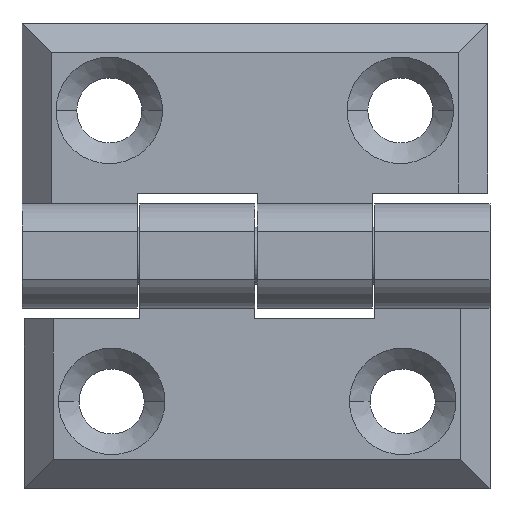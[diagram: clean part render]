
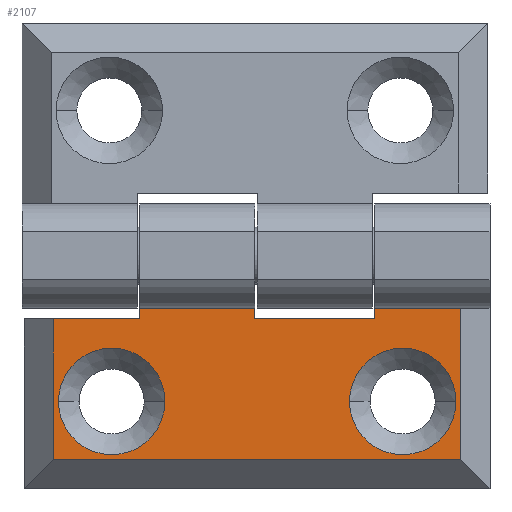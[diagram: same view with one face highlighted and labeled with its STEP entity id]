
A CAD part, top view. The second image highlights one B-rep face of the part: STEP entity #2107.
In plain terms, the highlighted planar face has unit normal (0, 0, 1).
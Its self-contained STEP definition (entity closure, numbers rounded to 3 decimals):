
#20 = CARTESIAN_POINT ( 'NONE',  ( -40.781, -40.003, 23.227 ) ) ;
#35 = CARTESIAN_POINT ( 'NONE',  ( -38.081, -55.503, 23.227 ) ) ;
#38 = VERTEX_POINT ( 'NONE', #4540 ) ;
#45 = CARTESIAN_POINT ( 'NONE',  ( -8.081, -48.003, 23.227 ) ) ;
#82 = CARTESIAN_POINT ( 'NONE',  ( -3.081, -55.503, 23.227 ) ) ;
#125 = EDGE_CURVE ( 'NONE', #3022, #3396, #2053, .T. ) ;
#189 = FACE_BOUND ( 'NONE', #1589, .T. ) ;
#209 = VECTOR ( 'NONE', #519, 1000. ) ;
#219 = CARTESIAN_POINT ( 'NONE',  ( -12.656, -48.003, 23.227 ) ) ;
#253 = CARTESIAN_POINT ( 'NONE',  ( -33.081, -48.003, 23.227 ) ) ;
#298 = DIRECTION ( 'NONE',  ( 1., 0., 0. ) ) ;
#446 = DIRECTION ( 'NONE',  ( 1., 0., 0. ) ) ;
#485 = EDGE_LOOP ( 'NONE', ( #4643, #6051 ) ) ;
#519 = DIRECTION ( 'NONE',  ( 0., 1., 0. ) ) ;
#593 = DIRECTION ( 'NONE',  ( 0., 0., 1. ) ) ;
#653 = VERTEX_POINT ( 'NONE', #2019 ) ;
#696 = DIRECTION ( 'NONE',  ( 0., 0., -1. ) ) ;
#703 = AXIS2_PLACEMENT_3D ( 'NONE', #253, #4998, #2940 ) ;
#806 = DIRECTION ( 'NONE',  ( 1., 0., 0. ) ) ;
#970 = AXIS2_PLACEMENT_3D ( 'NONE', #45, #593, #1046 ) ;
#1046 = DIRECTION ( 'NONE',  ( -1., 0., 0. ) ) ;
#1170 = EDGE_CURVE ( 'NONE', #1758, #653, #5360, .T. ) ;
#1267 = CARTESIAN_POINT ( 'NONE',  ( -40.781, -40.003, 23.227 ) ) ;
#1405 = ORIENTED_EDGE ( 'NONE', *, *, #3500, .F. ) ;
#1408 = LINE ( 'NONE', #3067, #6380 ) ;
#1411 = CARTESIAN_POINT ( 'NONE',  ( -40.781, -53.003, 23.227 ) ) ;
#1472 = VECTOR ( 'NONE', #298, 1000. ) ;
#1568 = EDGE_CURVE ( 'NONE', #2045, #2715, #2255, .T. ) ;
#1589 = EDGE_LOOP ( 'NONE', ( #2423, #5393 ) ) ;
#1613 = DIRECTION ( 'NONE',  ( 0., 0., 1. ) ) ;
#1614 = DIRECTION ( 'NONE',  ( 0., 0., 1. ) ) ;
#1758 = VERTEX_POINT ( 'NONE', #1891 ) ;
#1806 = AXIS2_PLACEMENT_3D ( 'NONE', #4358, #696, #4804 ) ;
#1814 = CARTESIAN_POINT ( 'NONE',  ( -30.681, -55.503, 23.227 ) ) ;
#1824 = VERTEX_POINT ( 'NONE', #4133 ) ;
#1832 = EDGE_CURVE ( 'NONE', #4233, #1758, #1408, .T. ) ;
#1860 = DIRECTION ( 'NONE',  ( -1., 0., 0. ) ) ;
#1891 = CARTESIAN_POINT ( 'NONE',  ( -30.681, -40.903, 23.227 ) ) ;
#1943 = CARTESIAN_POINT ( 'NONE',  ( -10.481, -40.751, 23.227 ) ) ;
#1989 = EDGE_CURVE ( 'NONE', #38, #1824, #2908, .T. ) ;
#2006 = CARTESIAN_POINT ( 'NONE',  ( -38.081, -40.903, 23.227 ) ) ;
#2019 = CARTESIAN_POINT ( 'NONE',  ( -30.681, -40.003, 23.227 ) ) ;
#2045 = VERTEX_POINT ( 'NONE', #3704 ) ;
#2053 = CIRCLE ( 'NONE', #3146, 4.575 ) ;
#2107 = ADVANCED_FACE ( 'NONE', ( #189, #2721, #5896 ), #4324, .F. ) ;
#2110 = EDGE_LOOP ( 'NONE', ( #5152, #6592, #1405, #2777, #2625, #2701, #3305, #5076, #5409, #2866 ) ) ;
#2128 = DIRECTION ( 'NONE',  ( 1., 0., 0. ) ) ;
#2159 = LINE ( 'NONE', #82, #6023 ) ;
#2253 = EDGE_CURVE ( 'NONE', #2715, #4411, #5008, .T. ) ;
#2255 = LINE ( 'NONE', #3290, #5799 ) ;
#2306 = CARTESIAN_POINT ( 'NONE',  ( -10.481, -40.903, 23.227 ) ) ;
#2423 = ORIENTED_EDGE ( 'NONE', *, *, #4793, .F. ) ;
#2625 = ORIENTED_EDGE ( 'NONE', *, *, #1568, .F. ) ;
#2666 = CARTESIAN_POINT ( 'NONE',  ( -38.081, -53.003, 23.227 ) ) ;
#2701 = ORIENTED_EDGE ( 'NONE', *, *, #3399, .F. ) ;
#2715 = VERTEX_POINT ( 'NONE', #4601 ) ;
#2721 = FACE_OUTER_BOUND ( 'NONE', #2110, .T. ) ;
#2753 = DIRECTION ( 'NONE',  ( -1., 0., 0. ) ) ;
#2777 = ORIENTED_EDGE ( 'NONE', *, *, #2253, .F. ) ;
#2789 = VECTOR ( 'NONE', #1860, 1000. ) ;
#2815 = EDGE_CURVE ( 'NONE', #5433, #4549, #2159, .T. ) ;
#2866 = ORIENTED_EDGE ( 'NONE', *, *, #6221, .F. ) ;
#2908 = CIRCLE ( 'NONE', #3891, 4.575 ) ;
#2940 = DIRECTION ( 'NONE',  ( -1., 0., 0. ) ) ;
#3022 = VERTEX_POINT ( 'NONE', #3425 ) ;
#3067 = CARTESIAN_POINT ( 'NONE',  ( -20.581, -40.903, 23.227 ) ) ;
#3146 = AXIS2_PLACEMENT_3D ( 'NONE', #6312, #1613, #2753 ) ;
#3201 = DIRECTION ( 'NONE',  ( -1., 0., 0. ) ) ;
#3290 = CARTESIAN_POINT ( 'NONE',  ( -20.781, -55.503, 23.227 ) ) ;
#3299 = DIRECTION ( 'NONE',  ( 0., 1., 0. ) ) ;
#3305 = ORIENTED_EDGE ( 'NONE', *, *, #1170, .F. ) ;
#3388 = VECTOR ( 'NONE', #3299, 1000. ) ;
#3396 = VERTEX_POINT ( 'NONE', #219 ) ;
#3399 = EDGE_CURVE ( 'NONE', #653, #2045, #3642, .T. ) ;
#3425 = CARTESIAN_POINT ( 'NONE',  ( -3.506, -48.003, 23.227 ) ) ;
#3462 = CARTESIAN_POINT ( 'NONE',  ( -20.581, -40.903, 23.227 ) ) ;
#3500 = EDGE_CURVE ( 'NONE', #4411, #5959, #4555, .T. ) ;
#3577 = EDGE_CURVE ( 'NONE', #1824, #38, #4888, .T. ) ;
#3642 = LINE ( 'NONE', #20, #5224 ) ;
#3704 = CARTESIAN_POINT ( 'NONE',  ( -20.781, -40.003, 23.227 ) ) ;
#3807 = VERTEX_POINT ( 'NONE', #2666 ) ;
#3891 = AXIS2_PLACEMENT_3D ( 'NONE', #6313, #1614, #3201 ) ;
#3932 = CIRCLE ( 'NONE', #970, 4.575 ) ;
#4019 = CARTESIAN_POINT ( 'NONE',  ( -3.081, -53.003, 23.227 ) ) ;
#4133 = CARTESIAN_POINT ( 'NONE',  ( -28.506, -48.003, 23.227 ) ) ;
#4143 = LINE ( 'NONE', #35, #209 ) ;
#4233 = VERTEX_POINT ( 'NONE', #2006 ) ;
#4324 = PLANE ( 'NONE',  #1806 ) ;
#4358 = CARTESIAN_POINT ( 'NONE',  ( -40.781, -55.503, 23.227 ) ) ;
#4387 = DIRECTION ( 'NONE',  ( 0., -1., 0. ) ) ;
#4411 = VERTEX_POINT ( 'NONE', #2306 ) ;
#4420 = DIRECTION ( 'NONE',  ( 0., 1., 0. ) ) ;
#4540 = CARTESIAN_POINT ( 'NONE',  ( -37.656, -48.003, 23.227 ) ) ;
#4549 = VERTEX_POINT ( 'NONE', #4019 ) ;
#4555 = LINE ( 'NONE', #1943, #6201 ) ;
#4601 = CARTESIAN_POINT ( 'NONE',  ( -20.781, -40.903, 23.227 ) ) ;
#4643 = ORIENTED_EDGE ( 'NONE', *, *, #1989, .F. ) ;
#4648 = CARTESIAN_POINT ( 'NONE',  ( -3.081, -40.003, 23.227 ) ) ;
#4793 = EDGE_CURVE ( 'NONE', #3396, #3022, #3932, .T. ) ;
#4804 = DIRECTION ( 'NONE',  ( 1., 0., 0. ) ) ;
#4888 = CIRCLE ( 'NONE', #703, 4.575 ) ;
#4998 = DIRECTION ( 'NONE',  ( 0., 0., 1. ) ) ;
#5008 = LINE ( 'NONE', #3462, #1472 ) ;
#5076 = ORIENTED_EDGE ( 'NONE', *, *, #1832, .F. ) ;
#5152 = ORIENTED_EDGE ( 'NONE', *, *, #2815, .F. ) ;
#5174 = CARTESIAN_POINT ( 'NONE',  ( -10.481, -40.003, 23.227 ) ) ;
#5224 = VECTOR ( 'NONE', #2128, 1000. ) ;
#5360 = LINE ( 'NONE', #1814, #3388 ) ;
#5390 = DIRECTION ( 'NONE',  ( 0., -1., 0. ) ) ;
#5393 = ORIENTED_EDGE ( 'NONE', *, *, #125, .F. ) ;
#5409 = ORIENTED_EDGE ( 'NONE', *, *, #5917, .F. ) ;
#5433 = VERTEX_POINT ( 'NONE', #4648 ) ;
#5799 = VECTOR ( 'NONE', #4387, 1000. ) ;
#5896 = FACE_BOUND ( 'NONE', #485, .T. ) ;
#5917 = EDGE_CURVE ( 'NONE', #3807, #4233, #4143, .T. ) ;
#5959 = VERTEX_POINT ( 'NONE', #5174 ) ;
#5967 = LINE ( 'NONE', #1267, #6061 ) ;
#6023 = VECTOR ( 'NONE', #5390, 1000. ) ;
#6051 = ORIENTED_EDGE ( 'NONE', *, *, #3577, .F. ) ;
#6061 = VECTOR ( 'NONE', #806, 1000. ) ;
#6201 = VECTOR ( 'NONE', #4420, 1000. ) ;
#6221 = EDGE_CURVE ( 'NONE', #4549, #3807, #6556, .T. ) ;
#6312 = CARTESIAN_POINT ( 'NONE',  ( -8.081, -48.003, 23.227 ) ) ;
#6313 = CARTESIAN_POINT ( 'NONE',  ( -33.081, -48.003, 23.227 ) ) ;
#6380 = VECTOR ( 'NONE', #446, 1000. ) ;
#6556 = LINE ( 'NONE', #1411, #2789 ) ;
#6578 = EDGE_CURVE ( 'NONE', #5959, #5433, #5967, .T. ) ;
#6592 = ORIENTED_EDGE ( 'NONE', *, *, #6578, .F. ) ;
